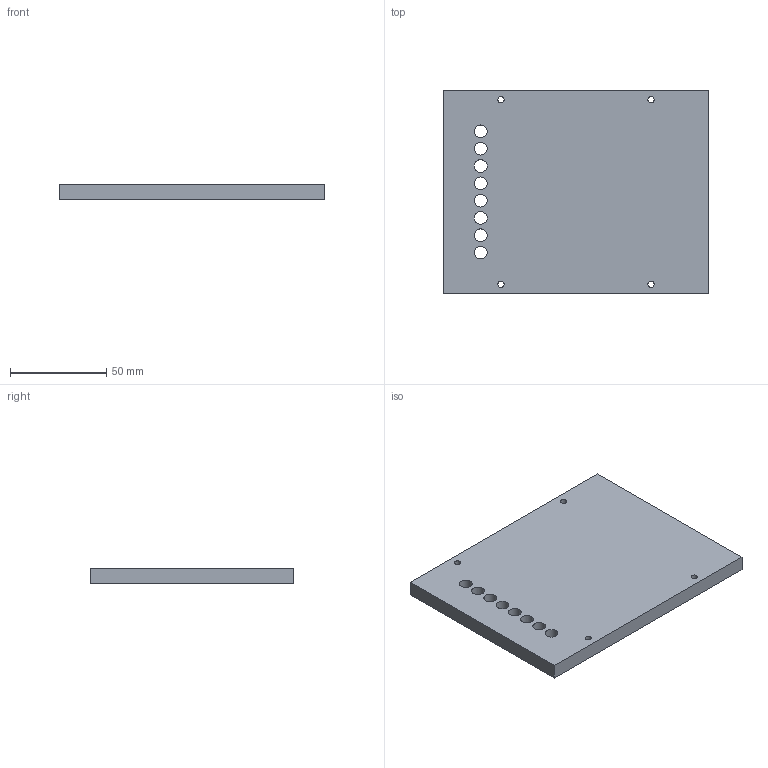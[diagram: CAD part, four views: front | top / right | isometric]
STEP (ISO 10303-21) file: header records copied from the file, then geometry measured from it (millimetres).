
FILE_DESCRIPTION( ( 'Unknown' ), '1' );
FILE_NAME( 'Top_part.stp', 'Unknown', ( 'Unknown' ), ( 'Unknown' ), 'XStep 1.0', 'Unknown', ' ' );
FILE_SCHEMA( ( 'CONFIG_CONTROL_DESIGN' ) );
Length unit declared in the file: millimetre
Products named in the file (1): 1
Bounding box: 138 x 106 x 8 mm (x, y, z)
Volume: 114539 mm3; surface area: 34201.1 mm2
Topology: 1 solids, 1 shells, 18 faces, 60 edges, 44 vertices
Faces by surface type: cylinder 12, plane 6
Full cylindrical faces by diameter (mm): 3.242 x4, 6.647 x8
Entity records: 608 total; most frequent: DIRECTION 98, CARTESIAN_POINT 87, ORIENTED_EDGE 72, EDGE_LOOP 54, AXIS2_PLACEMENT_3D 43, EDGE_CURVE 36, VERTEX_POINT 32, FACE_OUTER_BOUND 30
